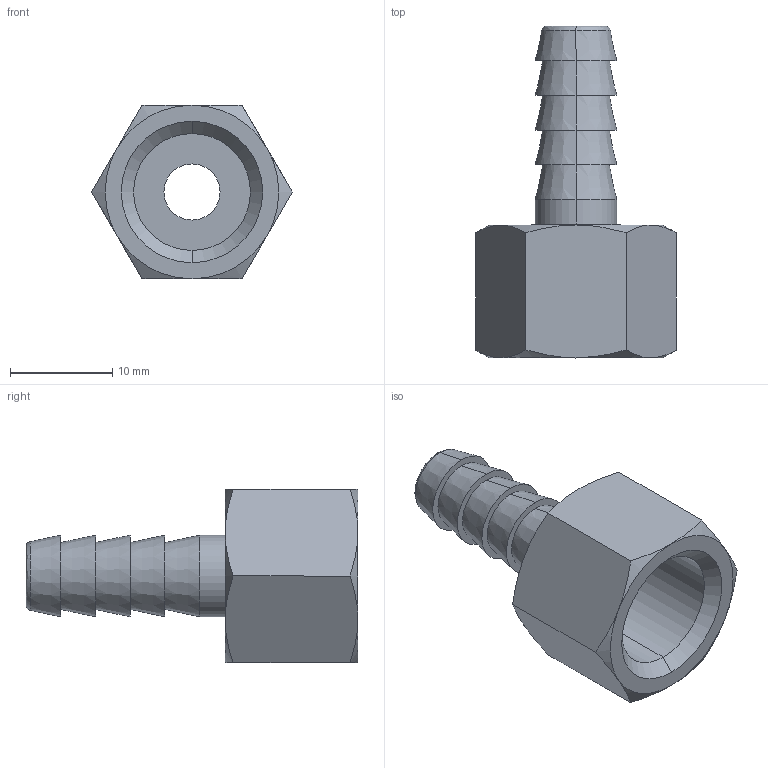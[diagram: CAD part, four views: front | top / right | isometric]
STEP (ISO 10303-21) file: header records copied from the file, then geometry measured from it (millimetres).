
FILE_DESCRIPTION(( 'RA.30D08.14.STEP' ), '1');
FILE_NAME( 'RA.30D08.14.STEP', '2018-10-11T15:57:40',( 'Sopra'),('sopra-pneumatic.com'), 'SwSTEP 2.0','SolidWorks 2009','' );
FILE_SCHEMA (( 'CONFIG_CONTROL_DESIGN' ));
Length unit declared in the file: millimetre
Products named in the file (1): RA.30D08.14
Bounding box: 19.63 x 32.5 x 17 mm (x, y, z)
Volume: 2407.6 mm3; surface area: 2445.8 mm2
Topology: 1 solids, 1 shells, 47 faces, 98 edges, 59 vertices
Faces by surface type: cone 25, plane 14, cylinder 6, bspline 2
Entity records: 1580 total; most frequent: CARTESIAN_POINT 525, DIRECTION 207, ORIENTED_EDGE 196, EDGE_CURVE 98, AXIS2_PLACEMENT_3D 91, VERTEX_POINT 59, EDGE_LOOP 55, FACE_OUTER_BOUND 47
